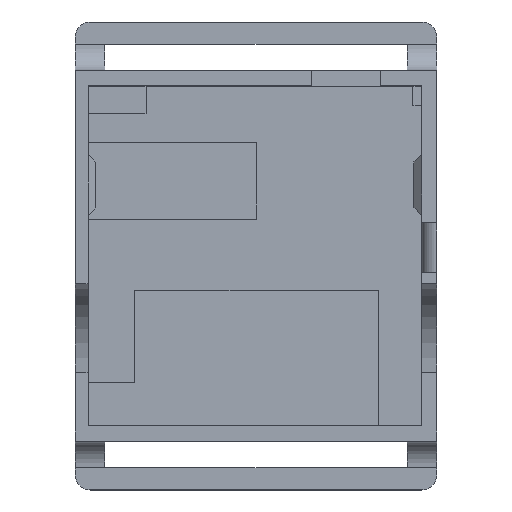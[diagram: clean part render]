
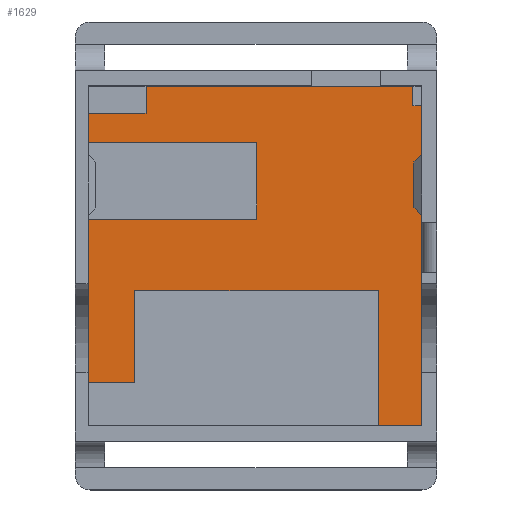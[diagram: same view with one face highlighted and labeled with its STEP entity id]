
A CAD part, top view. The second image highlights one B-rep face of the part: STEP entity #1629.
In plain terms, the highlighted planar face has unit normal (0, 0, 1).
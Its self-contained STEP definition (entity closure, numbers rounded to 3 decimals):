
#58=PLANE('',#1752);
#135=FACE_OUTER_BOUND('',#221,.T.);
#221=EDGE_LOOP('',(#1376,#1377,#1378,#1379,#1380,#1381,#1382,#1383,#1384,
#1385,#1386,#1387,#1388,#1389,#1390,#1391));
#284=LINE('',#2287,#489);
#384=LINE('',#2526,#589);
#396=LINE('',#2559,#601);
#397=LINE('',#2561,#602);
#398=LINE('',#2563,#603);
#399=LINE('',#2565,#604);
#400=LINE('',#2567,#605);
#401=LINE('',#2569,#606);
#402=LINE('',#2571,#607);
#403=LINE('',#2573,#608);
#404=LINE('',#2575,#609);
#405=LINE('',#2577,#610);
#406=LINE('',#2578,#611);
#407=LINE('',#2580,#612);
#408=LINE('',#2582,#613);
#409=LINE('',#2583,#614);
#489=VECTOR('',#1838,10.);
#589=VECTOR('',#2040,10.);
#601=VECTOR('',#2084,10.);
#602=VECTOR('',#2085,10.);
#603=VECTOR('',#2086,10.);
#604=VECTOR('',#2087,10.);
#605=VECTOR('',#2088,10.);
#606=VECTOR('',#2089,10.);
#607=VECTOR('',#2090,10.);
#608=VECTOR('',#2091,10.);
#609=VECTOR('',#2092,10.);
#610=VECTOR('',#2093,10.);
#611=VECTOR('',#2094,10.);
#612=VECTOR('',#2095,10.);
#613=VECTOR('',#2096,10.);
#614=VECTOR('',#2097,10.);
#721=VERTEX_POINT('',#2284);
#722=VERTEX_POINT('',#2286);
#810=VERTEX_POINT('',#2525);
#814=VERTEX_POINT('',#2557);
#815=VERTEX_POINT('',#2558);
#816=VERTEX_POINT('',#2560);
#817=VERTEX_POINT('',#2562);
#818=VERTEX_POINT('',#2564);
#819=VERTEX_POINT('',#2566);
#820=VERTEX_POINT('',#2568);
#821=VERTEX_POINT('',#2570);
#822=VERTEX_POINT('',#2572);
#823=VERTEX_POINT('',#2574);
#824=VERTEX_POINT('',#2576);
#825=VERTEX_POINT('',#2579);
#826=VERTEX_POINT('',#2581);
#883=EDGE_CURVE('',#722,#721,#284,.T.);
#1004=EDGE_CURVE('',#810,#722,#384,.T.);
#1020=EDGE_CURVE('',#814,#815,#396,.T.);
#1021=EDGE_CURVE('',#815,#816,#397,.T.);
#1022=EDGE_CURVE('',#816,#817,#398,.T.);
#1023=EDGE_CURVE('',#817,#818,#399,.T.);
#1024=EDGE_CURVE('',#818,#819,#400,.T.);
#1025=EDGE_CURVE('',#819,#820,#401,.T.);
#1026=EDGE_CURVE('',#820,#821,#402,.T.);
#1027=EDGE_CURVE('',#821,#822,#403,.T.);
#1028=EDGE_CURVE('',#822,#823,#404,.T.);
#1029=EDGE_CURVE('',#823,#824,#405,.T.);
#1030=EDGE_CURVE('',#824,#810,#406,.T.);
#1031=EDGE_CURVE('',#721,#825,#407,.T.);
#1032=EDGE_CURVE('',#825,#826,#408,.T.);
#1033=EDGE_CURVE('',#814,#826,#409,.F.);
#1376=ORIENTED_EDGE('',*,*,#1020,.T.);
#1377=ORIENTED_EDGE('',*,*,#1021,.T.);
#1378=ORIENTED_EDGE('',*,*,#1022,.T.);
#1379=ORIENTED_EDGE('',*,*,#1023,.T.);
#1380=ORIENTED_EDGE('',*,*,#1024,.T.);
#1381=ORIENTED_EDGE('',*,*,#1025,.T.);
#1382=ORIENTED_EDGE('',*,*,#1026,.T.);
#1383=ORIENTED_EDGE('',*,*,#1027,.T.);
#1384=ORIENTED_EDGE('',*,*,#1028,.T.);
#1385=ORIENTED_EDGE('',*,*,#1029,.T.);
#1386=ORIENTED_EDGE('',*,*,#1030,.T.);
#1387=ORIENTED_EDGE('',*,*,#1004,.T.);
#1388=ORIENTED_EDGE('',*,*,#883,.T.);
#1389=ORIENTED_EDGE('',*,*,#1031,.T.);
#1390=ORIENTED_EDGE('',*,*,#1032,.T.);
#1391=ORIENTED_EDGE('',*,*,#1033,.F.);
#1629=ADVANCED_FACE('',(#135),#58,.F.);
#1752=AXIS2_PLACEMENT_3D('',#2556,#2082,#2083);
#1838=DIRECTION('',(0.,1.,0.));
#2040=DIRECTION('',(1.,0.,0.));
#2082=DIRECTION('center_axis',(0.,0.,-1.));
#2083=DIRECTION('ref_axis',(-1.,0.,0.));
#2084=DIRECTION('',(0.,-1.,0.));
#2085=DIRECTION('',(-1.,0.,0.));
#2086=DIRECTION('',(0.,-1.,0.));
#2087=DIRECTION('',(1.,0.,0.));
#2088=DIRECTION('',(0.,-1.,0.));
#2089=DIRECTION('',(-1.,0.,0.));
#2090=DIRECTION('',(0.,-1.,0.));
#2091=DIRECTION('',(1.,0.,0.));
#2092=DIRECTION('',(0.,1.,0.));
#2093=DIRECTION('',(1.,0.,0.));
#2094=DIRECTION('',(0.,-1.,0.));
#2095=DIRECTION('',(-1.,0.,0.));
#2096=DIRECTION('',(0.,1.,0.));
#2097=DIRECTION('',(-1.,0.,0.));
#2284=CARTESIAN_POINT('',(44.148,45.,-1.8));
#2286=CARTESIAN_POINT('',(44.148,2.977,-1.8));
#2287=CARTESIAN_POINT('',(44.148,36.361,-1.8));
#2525=CARTESIAN_POINT('',(38.508,2.977,-1.8));
#2526=CARTESIAN_POINT('',(33.163,2.977,-1.8));
#2556=CARTESIAN_POINT('Origin',(22.278,25.266,-1.8));
#2557=CARTESIAN_POINT('',(8.,47.556,-1.8));
#2558=CARTESIAN_POINT('',(8.,44.,-1.8));
#2559=CARTESIAN_POINT('',(8.,34.633,-1.8));
#2560=CARTESIAN_POINT('',(0.408,44.,-1.8));
#2561=CARTESIAN_POINT('',(11.393,44.,-1.8));
#2562=CARTESIAN_POINT('',(0.408,40.111,-1.8));
#2563=CARTESIAN_POINT('',(0.408,14.171,-1.8));
#2564=CARTESIAN_POINT('',(22.508,40.111,-1.8));
#2565=CARTESIAN_POINT('',(22.393,40.111,-1.8));
#2566=CARTESIAN_POINT('',(22.508,30.111,-1.8));
#2567=CARTESIAN_POINT('',(22.508,27.689,-1.8));
#2568=CARTESIAN_POINT('',(0.408,30.111,-1.8));
#2569=CARTESIAN_POINT('',(11.393,30.111,-1.8));
#2570=CARTESIAN_POINT('',(0.408,8.724,-1.8));
#2571=CARTESIAN_POINT('',(0.408,14.171,-1.8));
#2572=CARTESIAN_POINT('',(6.508,8.724,-1.8));
#2573=CARTESIAN_POINT('',(14.393,8.724,-1.8));
#2574=CARTESIAN_POINT('',(6.508,20.724,-1.8));
#2575=CARTESIAN_POINT('',(6.508,22.995,-1.8));
#2576=CARTESIAN_POINT('',(38.508,20.724,-1.8));
#2577=CARTESIAN_POINT('',(30.393,20.724,-1.8));
#2578=CARTESIAN_POINT('',(38.508,14.171,-1.8));
#2579=CARTESIAN_POINT('',(43.,45.,-1.8));
#2580=CARTESIAN_POINT('',(30.139,45.,-1.8));
#2581=CARTESIAN_POINT('',(43.,47.556,-1.8));
#2582=CARTESIAN_POINT('',(43.,36.361,-1.8));
#2583=CARTESIAN_POINT('',(11.393,47.556,-1.8));
